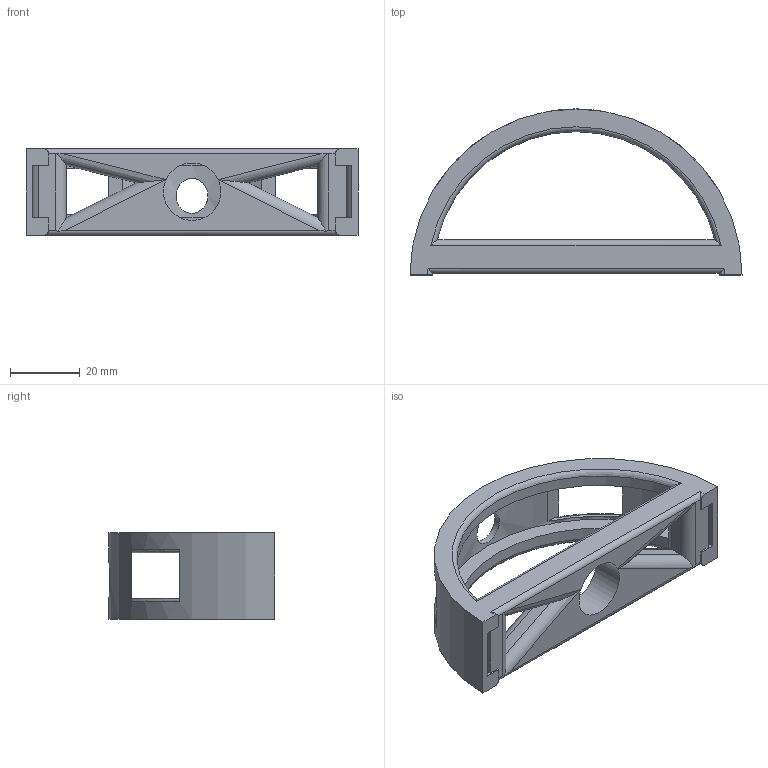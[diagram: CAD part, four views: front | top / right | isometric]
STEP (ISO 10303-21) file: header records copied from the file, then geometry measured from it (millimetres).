
FILE_DESCRIPTION(/* description */ (''),/* implementation_level */ '2;1');
FILE_NAME(/* name */ 'Center_detector_mount_half1.step',/* time_stamp */ '2024-04-18T21:26:15-04:00',/* author */ (''),/* organization */ (''),/* preprocessor_version */ 'ST-DEVELOPER v20',/* originating_system */ 'Autodesk Translation Framework v12.20.1.177',/* authorisation */ '');
FILE_SCHEMA (('AUTOMOTIVE_DESIGN { 1 0 10303 214 3 1 1 }'));
Length unit declared in the file: millimetre
Products named in the file (1): FusionComponent
Bounding box: 94.9 x 47.45 x 24.8 mm (x, y, z)
Volume: 26357.4 mm3; surface area: 15144.6 mm2
Topology: 1 solids, 1 shells, 66 faces, 204 edges, 130 vertices
Faces by surface type: plane 30, cylinder 25, bspline 11
Full cylindrical faces by diameter (mm): 16.4 x1
Entity records: 3348 total; most frequent: CARTESIAN_POINT 1554, ORIENTED_EDGE 408, DIRECTION 327, EDGE_CURVE 204, VERTEX_POINT 130, AXIS2_PLACEMENT_3D 112, LINE 103, VECTOR 103
